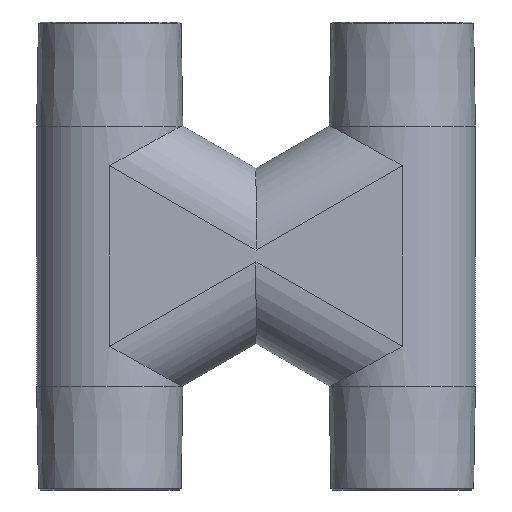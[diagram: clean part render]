
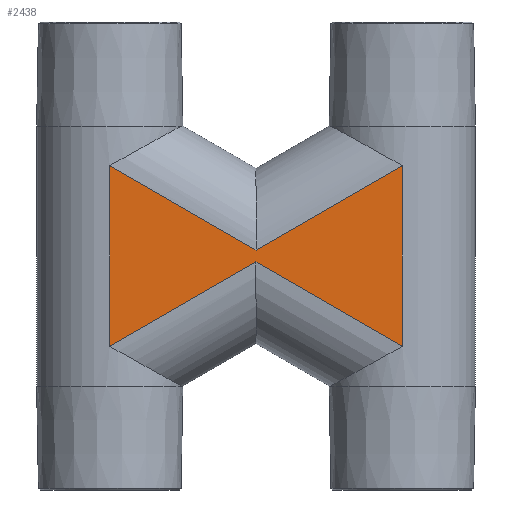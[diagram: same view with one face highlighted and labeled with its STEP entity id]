
A CAD part, front view. The second image highlights one B-rep face of the part: STEP entity #2438.
In plain terms, the highlighted planar face has unit normal (0, -1, 0).
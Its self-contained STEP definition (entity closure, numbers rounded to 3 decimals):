
#266 = PLANE ( 'NONE',  #1785 ) ;
#282 = EDGE_CURVE ( 'NONE', #2198, #492, #2715, .T. ) ;
#314 = VERTEX_POINT ( 'NONE', #3741 ) ;
#375 = LINE ( 'NONE', #931, #2672 ) ;
#492 = VERTEX_POINT ( 'NONE', #5230 ) ;
#505 = CARTESIAN_POINT ( 'NONE',  ( -22.5, -11.25, 20. ) ) ;
#517 = CARTESIAN_POINT ( 'NONE',  ( -25.137, -11.25, 15.432 ) ) ;
#573 = VECTOR ( 'NONE', #1456, 1000. ) ;
#810 = VECTOR ( 'NONE', #1861, 1000. ) ;
#931 = CARTESIAN_POINT ( 'NONE',  ( -8.612, -11.25, -4.054 ) ) ;
#1045 = VECTOR ( 'NONE', #2281, 1000. ) ;
#1058 = ORIENTED_EDGE ( 'NONE', *, *, #5340, .T. ) ;
#1193 = LINE ( 'NONE', #4030, #4248 ) ;
#1456 = DIRECTION ( 'NONE',  ( 0., 0., -1. ) ) ;
#1647 = CARTESIAN_POINT ( 'NONE',  ( 22.5, -11.25, 13.909 ) ) ;
#1684 = DIRECTION ( 'NONE',  ( 0., 1., 0. ) ) ;
#1785 = AXIS2_PLACEMENT_3D ( 'NONE', #4465, #1684, #3970 ) ;
#1861 = DIRECTION ( 'NONE',  ( -0.866, 0., 0.5 ) ) ;
#2142 = DIRECTION ( 'NONE',  ( 0., 0., -1. ) ) ;
#2149 = VERTEX_POINT ( 'NONE', #3046 ) ;
#2198 = VERTEX_POINT ( 'NONE', #5620 ) ;
#2281 = DIRECTION ( 'NONE',  ( 0.866, 0., 0.5 ) ) ;
#2438 = ADVANCED_FACE ( 'NONE', ( #4322 ), #266, .F. ) ;
#2461 = ORIENTED_EDGE ( 'NONE', *, *, #5618, .T. ) ;
#2469 = ORIENTED_EDGE ( 'NONE', *, *, #2591, .F. ) ;
#2591 = EDGE_CURVE ( 'NONE', #4352, #314, #1193, .T. ) ;
#2672 = VECTOR ( 'NONE', #4249, 1000. ) ;
#2715 = LINE ( 'NONE', #505, #573 ) ;
#2745 = CARTESIAN_POINT ( 'NONE',  ( 0., -11.25, 0.919 ) ) ;
#3046 = CARTESIAN_POINT ( 'NONE',  ( 0., -11.25, -0.919 ) ) ;
#3559 = EDGE_CURVE ( 'NONE', #492, #2149, #4820, .T. ) ;
#3681 = CARTESIAN_POINT ( 'NONE',  ( -5.45, -11.25, -4.065 ) ) ;
#3741 = CARTESIAN_POINT ( 'NONE',  ( 22.5, -11.25, -13.909 ) ) ;
#3970 = DIRECTION ( 'NONE',  ( 0., 0., 1. ) ) ;
#4030 = CARTESIAN_POINT ( 'NONE',  ( 22.5, -11.25, 20. ) ) ;
#4073 = VECTOR ( 'NONE', #4962, 1000. ) ;
#4106 = ORIENTED_EDGE ( 'NONE', *, *, #3559, .T. ) ;
#4248 = VECTOR ( 'NONE', #2142, 1000. ) ;
#4249 = DIRECTION ( 'NONE',  ( -0.866, 0., -0.5 ) ) ;
#4322 = FACE_OUTER_BOUND ( 'NONE', #4591, .T. ) ;
#4352 = VERTEX_POINT ( 'NONE', #1647 ) ;
#4358 = LINE ( 'NONE', #517, #810 ) ;
#4465 = CARTESIAN_POINT ( 'NONE',  ( -22.5, -11.25, 20. ) ) ;
#4496 = ORIENTED_EDGE ( 'NONE', *, *, #282, .T. ) ;
#4591 = EDGE_LOOP ( 'NONE', ( #4106, #1058, #2469, #2461, #6021, #4496 ) ) ;
#4592 = LINE ( 'NONE', #4935, #4073 ) ;
#4607 = VERTEX_POINT ( 'NONE', #2745 ) ;
#4820 = LINE ( 'NONE', #3681, #1045 ) ;
#4935 = CARTESIAN_POINT ( 'NONE',  ( 16.7, -11.25, -10.56 ) ) ;
#4962 = DIRECTION ( 'NONE',  ( 0.866, 0., -0.5 ) ) ;
#5230 = CARTESIAN_POINT ( 'NONE',  ( -22.5, -11.25, -13.909 ) ) ;
#5340 = EDGE_CURVE ( 'NONE', #2149, #314, #4592, .T. ) ;
#5535 = EDGE_CURVE ( 'NONE', #4607, #2198, #4358, .T. ) ;
#5618 = EDGE_CURVE ( 'NONE', #4352, #4607, #375, .T. ) ;
#5620 = CARTESIAN_POINT ( 'NONE',  ( -22.5, -11.25, 13.909 ) ) ;
#6021 = ORIENTED_EDGE ( 'NONE', *, *, #5535, .T. ) ;
